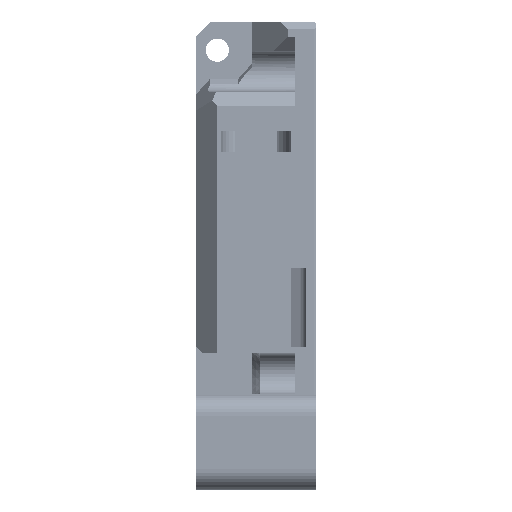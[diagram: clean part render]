
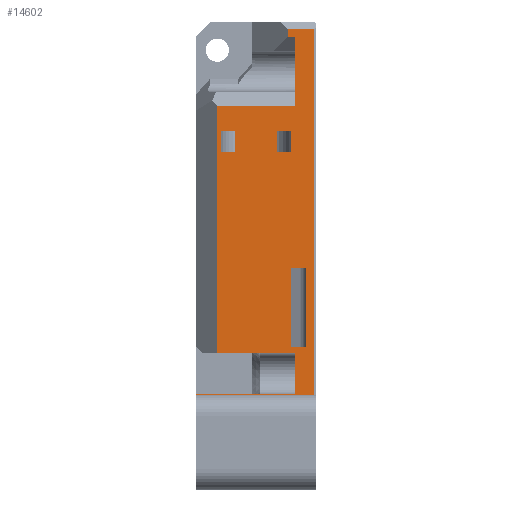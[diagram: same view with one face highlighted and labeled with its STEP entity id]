
A CAD part, left-side view. The second image highlights one B-rep face of the part: STEP entity #14602.
In plain terms, the highlighted planar face has unit normal (-1, 0, 0).
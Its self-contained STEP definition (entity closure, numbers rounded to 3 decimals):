
#341=FACE_BOUND('',#2292,.T.);
#342=FACE_BOUND('',#2293,.T.);
#343=FACE_BOUND('',#2294,.T.);
#750=PLANE('',#15602);
#1447=FACE_OUTER_BOUND('',#2291,.T.);
#2291=EDGE_LOOP('',(#12443,#12444,#12445,#12446,#12447,#12448,#12449,#12450,
#12451,#12452,#12453,#12454));
#2292=EDGE_LOOP('',(#12455,#12456,#12457,#12458));
#2293=EDGE_LOOP('',(#12459,#12460,#12461,#12462));
#2294=EDGE_LOOP('',(#12463,#12464,#12465,#12466));
#3323=LINE('',#27515,#4959);
#3369=LINE('',#27623,#5005);
#3411=LINE('',#27733,#5047);
#3441=LINE('',#27803,#5077);
#3447=LINE('',#27817,#5083);
#3481=LINE('',#27894,#5117);
#3485=LINE('',#27907,#5121);
#3600=LINE('',#28256,#5236);
#3601=LINE('',#28260,#5237);
#3602=LINE('',#28264,#5238);
#3603=LINE('',#28267,#5239);
#3604=LINE('',#28270,#5240);
#3605=LINE('',#28273,#5241);
#3606=LINE('',#28275,#5242);
#3607=LINE('',#28276,#5243);
#3609=LINE('',#28281,#5245);
#3613=LINE('',#28287,#5249);
#3614=LINE('',#28290,#5250);
#3616=LINE('',#28294,#5252);
#3618=LINE('',#28298,#5254);
#3631=LINE('',#28325,#5267);
#3634=LINE('',#28329,#5270);
#3674=LINE('',#28412,#5310);
#3675=LINE('',#28414,#5311);
#4959=VECTOR('',#17614,1000.);
#5005=VECTOR('',#17690,1000.);
#5047=VECTOR('',#17764,1000.);
#5077=VECTOR('',#17836,10.);
#5083=VECTOR('',#17848,1000.);
#5117=VECTOR('',#17910,10.);
#5121=VECTOR('',#17928,1000.);
#5236=VECTOR('',#18279,1000.);
#5237=VECTOR('',#18282,1000.);
#5238=VECTOR('',#18287,1000.);
#5239=VECTOR('',#18290,1000.);
#5240=VECTOR('',#18293,1000.);
#5241=VECTOR('',#18296,1000.);
#5242=VECTOR('',#18299,1000.);
#5243=VECTOR('',#18300,1000.);
#5245=VECTOR('',#18304,1000.);
#5249=VECTOR('',#18310,1000.);
#5250=VECTOR('',#18313,1000.);
#5252=VECTOR('',#18317,1000.);
#5254=VECTOR('',#18321,1000.);
#5267=VECTOR('',#18356,1000.);
#5270=VECTOR('',#18361,1000.);
#5310=VECTOR('',#18487,1000.);
#5311=VECTOR('',#18490,1000.);
#6847=VERTEX_POINT('',#27512);
#6848=VERTEX_POINT('',#27514);
#6894=VERTEX_POINT('',#27620);
#6895=VERTEX_POINT('',#27622);
#6946=VERTEX_POINT('',#27730);
#6947=VERTEX_POINT('',#27732);
#6965=VERTEX_POINT('',#27800);
#6966=VERTEX_POINT('',#27802);
#6971=VERTEX_POINT('',#27816);
#7105=VERTEX_POINT('',#28254);
#7106=VERTEX_POINT('',#28255);
#7107=VERTEX_POINT('',#28257);
#7108=VERTEX_POINT('',#28259);
#7109=VERTEX_POINT('',#28263);
#7110=VERTEX_POINT('',#28265);
#7111=VERTEX_POINT('',#28269);
#7112=VERTEX_POINT('',#28271);
#7113=VERTEX_POINT('',#28278);
#7114=VERTEX_POINT('',#28280);
#7116=VERTEX_POINT('',#28289);
#7117=VERTEX_POINT('',#28293);
#7118=VERTEX_POINT('',#28297);
#7120=VERTEX_POINT('',#28322);
#7121=VERTEX_POINT('',#28324);
#8537=EDGE_CURVE('',#6847,#6848,#3323,.T.);
#8591=EDGE_CURVE('',#6895,#6894,#3369,.T.);
#8647=EDGE_CURVE('',#6946,#6947,#3411,.T.);
#8682=EDGE_CURVE('',#6965,#6966,#3441,.T.);
#8689=EDGE_CURVE('',#6971,#6966,#3447,.T.);
#8728=EDGE_CURVE('',#6848,#6946,#3481,.T.);
#8734=EDGE_CURVE('',#6947,#6847,#3485,.T.);
#8902=EDGE_CURVE('',#7105,#7106,#3600,.T.);
#8904=EDGE_CURVE('',#7107,#7108,#3601,.T.);
#8906=EDGE_CURVE('',#7109,#7108,#3602,.T.);
#8908=EDGE_CURVE('',#7105,#7110,#3603,.F.);
#8909=EDGE_CURVE('',#7111,#7109,#3604,.T.);
#8911=EDGE_CURVE('',#7110,#7112,#3605,.T.);
#8912=EDGE_CURVE('',#7106,#7112,#3606,.F.);
#8913=EDGE_CURVE('',#7111,#7107,#3607,.T.);
#8915=EDGE_CURVE('',#7114,#7113,#3609,.T.);
#8919=EDGE_CURVE('',#7114,#6965,#3613,.T.);
#8920=EDGE_CURVE('',#7116,#6971,#3614,.T.);
#8922=EDGE_CURVE('',#7117,#7116,#3616,.T.);
#8924=EDGE_CURVE('',#7118,#7117,#3618,.T.);
#8938=EDGE_CURVE('',#7121,#7120,#3631,.T.);
#8941=EDGE_CURVE('',#7118,#7120,#3634,.T.);
#8981=EDGE_CURVE('',#7113,#6895,#3674,.T.);
#8982=EDGE_CURVE('',#6894,#7121,#3675,.T.);
#12443=ORIENTED_EDGE('',*,*,#8682,.F.);
#12444=ORIENTED_EDGE('',*,*,#8919,.F.);
#12445=ORIENTED_EDGE('',*,*,#8915,.T.);
#12446=ORIENTED_EDGE('',*,*,#8981,.T.);
#12447=ORIENTED_EDGE('',*,*,#8591,.T.);
#12448=ORIENTED_EDGE('',*,*,#8982,.T.);
#12449=ORIENTED_EDGE('',*,*,#8938,.T.);
#12450=ORIENTED_EDGE('',*,*,#8941,.F.);
#12451=ORIENTED_EDGE('',*,*,#8924,.T.);
#12452=ORIENTED_EDGE('',*,*,#8922,.T.);
#12453=ORIENTED_EDGE('',*,*,#8920,.T.);
#12454=ORIENTED_EDGE('',*,*,#8689,.T.);
#12455=ORIENTED_EDGE('',*,*,#8913,.F.);
#12456=ORIENTED_EDGE('',*,*,#8909,.T.);
#12457=ORIENTED_EDGE('',*,*,#8906,.T.);
#12458=ORIENTED_EDGE('',*,*,#8904,.F.);
#12459=ORIENTED_EDGE('',*,*,#8908,.T.);
#12460=ORIENTED_EDGE('',*,*,#8911,.T.);
#12461=ORIENTED_EDGE('',*,*,#8912,.F.);
#12462=ORIENTED_EDGE('',*,*,#8902,.F.);
#12463=ORIENTED_EDGE('',*,*,#8537,.F.);
#12464=ORIENTED_EDGE('',*,*,#8734,.F.);
#12465=ORIENTED_EDGE('',*,*,#8647,.F.);
#12466=ORIENTED_EDGE('',*,*,#8728,.F.);
#14602=ADVANCED_FACE('',(#1447,#341,#342,#343),#750,.T.);
#15602=AXIS2_PLACEMENT_3D('',#28413,#18488,#18489);
#17614=DIRECTION('',(0.,1.,0.));
#17690=DIRECTION('',(0.,0.,-1.));
#17764=DIRECTION('',(0.,-1.,0.));
#17836=DIRECTION('',(0.,0.,1.));
#17848=DIRECTION('',(0.,1.,0.));
#17910=DIRECTION('',(0.,0.,-1.));
#17928=DIRECTION('',(0.,0.,1.));
#18279=DIRECTION('',(0.,1.,0.));
#18282=DIRECTION('',(0.,1.,0.));
#18287=DIRECTION('',(0.,0.,1.));
#18290=DIRECTION('',(0.,0.,1.));
#18293=DIRECTION('',(0.,1.,0.));
#18296=DIRECTION('',(0.,1.,0.));
#18299=DIRECTION('',(0.,0.,1.));
#18300=DIRECTION('',(0.,0.,1.));
#18304=DIRECTION('',(0.,0.,-1.));
#18310=DIRECTION('',(0.,1.,0.));
#18313=DIRECTION('',(0.,0.,-1.));
#18317=DIRECTION('',(0.,-1.,0.));
#18321=DIRECTION('',(0.,0.,-1.));
#18356=DIRECTION('',(0.,0.,1.));
#18361=DIRECTION('',(0.,-1.,0.));
#18487=DIRECTION('',(0.,1.,0.));
#18488=DIRECTION('center_axis',(-1.,0.,0.));
#18489=DIRECTION('ref_axis',(0.,0.,1.));
#18490=DIRECTION('',(0.,-1.,0.));
#27512=CARTESIAN_POINT('',(-22.,15.,-2.));
#27514=CARTESIAN_POINT('',(-22.,17.2,-2.));
#27515=CARTESIAN_POINT('',(-22.,30.65,-2.));
#27620=CARTESIAN_POINT('',(-22.,30.65,-20.));
#27622=CARTESIAN_POINT('',(-22.,30.65,-19.9));
#27623=CARTESIAN_POINT('',(-22.,30.65,28.));
#27730=CARTESIAN_POINT('',(-22.,17.2,-13.2));
#27732=CARTESIAN_POINT('',(-22.,15.,-13.2));
#27733=CARTESIAN_POINT('',(-22.,30.65,-13.2));
#27800=CARTESIAN_POINT('',(-22.,27.65,-14.1));
#27802=CARTESIAN_POINT('',(-22.,27.65,21.1));
#27803=CARTESIAN_POINT('',(-22.,27.65,13.875));
#27816=CARTESIAN_POINT('',(-22.,16.65,21.1));
#27817=CARTESIAN_POINT('',(-22.,26.936,21.1));
#27894=CARTESIAN_POINT('',(-22.,17.2,-2.));
#27907=CARTESIAN_POINT('',(-22.,15.,28.));
#28254=CARTESIAN_POINT('',(-22.,17.15,17.5));
#28255=CARTESIAN_POINT('',(-22.,19.15,17.5));
#28256=CARTESIAN_POINT('',(-22.,30.65,17.5));
#28257=CARTESIAN_POINT('',(-22.,25.15,17.5));
#28259=CARTESIAN_POINT('',(-22.,27.15,17.5));
#28260=CARTESIAN_POINT('',(-22.,30.65,17.5));
#28263=CARTESIAN_POINT('',(-22.,27.15,14.5));
#28264=CARTESIAN_POINT('',(-22.,27.15,14.5));
#28265=CARTESIAN_POINT('',(-22.,17.15,14.5));
#28267=CARTESIAN_POINT('',(-22.,17.15,14.5));
#28269=CARTESIAN_POINT('',(-22.,25.15,14.5));
#28270=CARTESIAN_POINT('',(-22.,30.65,14.5));
#28271=CARTESIAN_POINT('',(-22.,19.15,14.5));
#28273=CARTESIAN_POINT('',(-22.,30.65,14.5));
#28275=CARTESIAN_POINT('',(-22.,19.15,14.5));
#28276=CARTESIAN_POINT('',(-22.,25.15,14.5));
#28278=CARTESIAN_POINT('',(-22.,16.65,-19.9));
#28280=CARTESIAN_POINT('',(-22.,16.65,-14.1));
#28281=CARTESIAN_POINT('',(-22.,16.65,28.));
#28287=CARTESIAN_POINT('',(-22.,16.65,-14.1));
#28289=CARTESIAN_POINT('',(-22.,16.65,30.9));
#28290=CARTESIAN_POINT('',(-22.,16.65,28.));
#28293=CARTESIAN_POINT('',(-22.,17.65,30.9));
#28294=CARTESIAN_POINT('',(-22.,30.65,30.9));
#28297=CARTESIAN_POINT('',(-22.,17.65,32.));
#28298=CARTESIAN_POINT('',(-22.,17.65,28.));
#28322=CARTESIAN_POINT('',(-22.,13.85,32.));
#28324=CARTESIAN_POINT('',(-22.,13.85,-20.));
#28325=CARTESIAN_POINT('',(-22.,13.85,32.));
#28329=CARTESIAN_POINT('',(-22.,30.65,32.));
#28412=CARTESIAN_POINT('',(-22.,16.65,-19.9));
#28413=CARTESIAN_POINT('Origin',(-22.,30.65,28.));
#28414=CARTESIAN_POINT('',(-22.,30.65,-20.));
